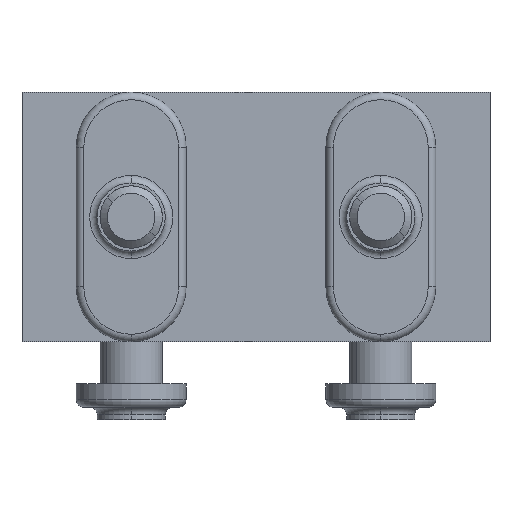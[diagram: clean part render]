
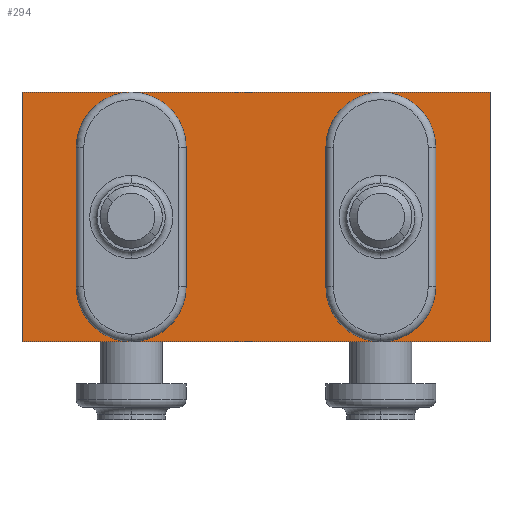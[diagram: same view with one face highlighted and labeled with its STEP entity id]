
A CAD part, front view. The second image highlights one B-rep face of the part: STEP entity #294.
In plain terms, the highlighted planar face has unit normal (0, -1, 0).
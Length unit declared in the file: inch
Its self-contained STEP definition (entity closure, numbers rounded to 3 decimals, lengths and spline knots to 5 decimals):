
#53 = EDGE_CURVE ( 'NONE', #235, #183, #813, .T. ) ;
#80 = ORIENTED_EDGE ( 'NONE', *, *, #255, .F. ) ;
#183 = VERTEX_POINT ( 'NONE', #503 ) ;
#184 = VERTEX_POINT ( 'NONE', #509 ) ;
#227 = EDGE_CURVE ( 'NONE', #183, #184, #776, .T. ) ;
#235 = VERTEX_POINT ( 'NONE', #863 ) ;
#237 = VERTEX_POINT ( 'NONE', #873 ) ;
#238 = ORIENTED_EDGE ( 'NONE', *, *, #2576, .F. ) ;
#255 = EDGE_CURVE ( 'NONE', #326, #237, #1030, .T. ) ;
#284 = VERTEX_POINT ( 'NONE', #1217 ) ;
#294 = ADVANCED_FACE ( 'NONE', ( #1277, #1278, #1279 ), #1280, .T. ) ;
#296 = EDGE_LOOP ( 'NONE', ( #238, #80 ) ) ;
#302 = ORIENTED_EDGE ( 'NONE', *, *, #1186, .F. ) ;
#326 = VERTEX_POINT ( 'NONE', #1505 ) ;
#346 = ORIENTED_EDGE ( 'NONE', *, *, #2606, .F. ) ;
#392 = LINE ( 'NONE', #393, #394 ) ;
#393 = CARTESIAN_POINT ( 'NONE',  ( 0.9375, 0., 1. ) ) ;
#394 = VECTOR ( 'NONE', #395, 39.37008 ) ;
#395 = DIRECTION ( 'NONE',  ( 0., 0., -1. ) ) ;
#503 = CARTESIAN_POINT ( 'NONE',  ( -0.9375, 0., 0. ) ) ;
#504 = CIRCLE ( 'NONE', #505, 0.1285 ) ;
#505 = AXIS2_PLACEMENT_3D ( 'NONE', #506, #507, #508 ) ;
#506 = CARTESIAN_POINT ( 'NONE',  ( 0.5, 0., 0.5 ) ) ;
#507 = DIRECTION ( 'NONE',  ( 0., -1., 0. ) ) ;
#508 = DIRECTION ( 'NONE',  ( 0., 0., -1. ) ) ;
#509 = CARTESIAN_POINT ( 'NONE',  ( 0.9375, 0., 0. ) ) ;
#564 = ORIENTED_EDGE ( 'NONE', *, *, #53, .T. ) ;
#776 = LINE ( 'NONE', #777, #778 ) ;
#777 = CARTESIAN_POINT ( 'NONE',  ( -0.9375, 0., 0. ) ) ;
#778 = VECTOR ( 'NONE', #779, 39.37008 ) ;
#779 = DIRECTION ( 'NONE',  ( 1., 0., 0. ) ) ;
#813 = LINE ( 'NONE', #814, #815 ) ;
#814 = CARTESIAN_POINT ( 'NONE',  ( -0.9375, 0., 1. ) ) ;
#815 = VECTOR ( 'NONE', #816, 39.37008 ) ;
#816 = DIRECTION ( 'NONE',  ( 0., 0., -1. ) ) ;
#863 = CARTESIAN_POINT ( 'NONE',  ( -0.9375, 0., 1. ) ) ;
#873 = CARTESIAN_POINT ( 'NONE',  ( -0.5, 0., 0.3715 ) ) ;
#982 = VERTEX_POINT ( 'NONE', #990 ) ;
#990 = CARTESIAN_POINT ( 'NONE',  ( 0.5, 0., 0.3715 ) ) ;
#1030 = CIRCLE ( 'NONE', #1031, 0.1285 ) ;
#1031 = AXIS2_PLACEMENT_3D ( 'NONE', #1032, #1033, #1035 ) ;
#1032 = CARTESIAN_POINT ( 'NONE',  ( -0.5, 0., 0.5 ) ) ;
#1033 = DIRECTION ( 'NONE',  ( 0., -1., 0. ) ) ;
#1035 = DIRECTION ( 'NONE',  ( 0., 0., -1. ) ) ;
#1087 = CIRCLE ( 'NONE', #1088, 0.1285 ) ;
#1088 = AXIS2_PLACEMENT_3D ( 'NONE', #1089, #1090, #1091 ) ;
#1089 = CARTESIAN_POINT ( 'NONE',  ( 0.5, 0., 0.5 ) ) ;
#1090 = DIRECTION ( 'NONE',  ( 0., -1., 0. ) ) ;
#1091 = DIRECTION ( 'NONE',  ( 0., 0., -1. ) ) ;
#1125 = CIRCLE ( 'NONE', #1126, 0.1285 ) ;
#1126 = AXIS2_PLACEMENT_3D ( 'NONE', #1127, #1128, #1129 ) ;
#1127 = CARTESIAN_POINT ( 'NONE',  ( -0.5, 0., 0.5 ) ) ;
#1128 = DIRECTION ( 'NONE',  ( 0., -1., 0. ) ) ;
#1129 = DIRECTION ( 'NONE',  ( 0., 0., -1. ) ) ;
#1186 = EDGE_CURVE ( 'NONE', #2026, #982, #1087, .T. ) ;
#1217 = CARTESIAN_POINT ( 'NONE',  ( 0.9375, 0., 1. ) ) ;
#1277 = FACE_BOUND ( 'NONE', #1311, .T. ) ;
#1278 = FACE_BOUND ( 'NONE', #296, .T. ) ;
#1279 = FACE_OUTER_BOUND ( 'NONE', #2558, .T. ) ;
#1280 = PLANE ( 'NONE',  #1281 ) ;
#1281 = AXIS2_PLACEMENT_3D ( 'NONE', #1282, #1283, #1284 ) ;
#1282 = CARTESIAN_POINT ( 'NONE',  ( -0.9375, 0., 1. ) ) ;
#1283 = DIRECTION ( 'NONE',  ( 0., -1., 0. ) ) ;
#1284 = DIRECTION ( 'NONE',  ( 0., 0., -1. ) ) ;
#1311 = EDGE_LOOP ( 'NONE', ( #2506, #302 ) ) ;
#1340 = LINE ( 'NONE', #1341, #1342 ) ;
#1341 = CARTESIAN_POINT ( 'NONE',  ( -0.9375, 0., 1. ) ) ;
#1342 = VECTOR ( 'NONE', #1343, 39.37008 ) ;
#1343 = DIRECTION ( 'NONE',  ( 1., 0., 0. ) ) ;
#1505 = CARTESIAN_POINT ( 'NONE',  ( -0.5, 0., 0.6285 ) ) ;
#1585 = CARTESIAN_POINT ( 'NONE',  ( 0.5, 0., 0.6285 ) ) ;
#2026 = VERTEX_POINT ( 'NONE', #1585 ) ;
#2404 = EDGE_CURVE ( 'NONE', #982, #2026, #504, .T. ) ;
#2506 = ORIENTED_EDGE ( 'NONE', *, *, #2404, .F. ) ;
#2512 = ORIENTED_EDGE ( 'NONE', *, *, #2643, .F. ) ;
#2558 = EDGE_LOOP ( 'NONE', ( #2512, #346, #564, #2589 ) ) ;
#2576 = EDGE_CURVE ( 'NONE', #237, #326, #1125, .T. ) ;
#2589 = ORIENTED_EDGE ( 'NONE', *, *, #227, .T. ) ;
#2606 = EDGE_CURVE ( 'NONE', #235, #284, #1340, .T. ) ;
#2643 = EDGE_CURVE ( 'NONE', #284, #184, #392, .T. ) ;
